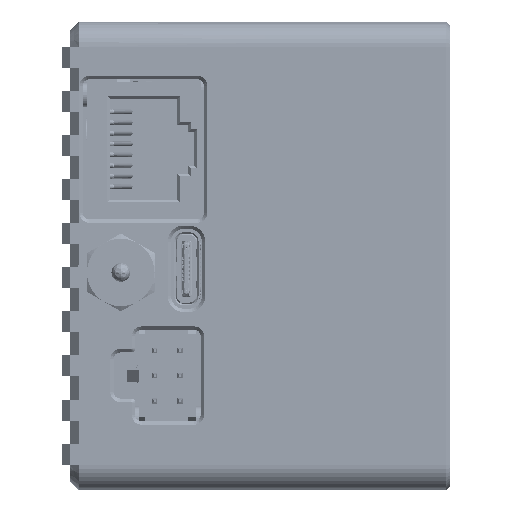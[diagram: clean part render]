
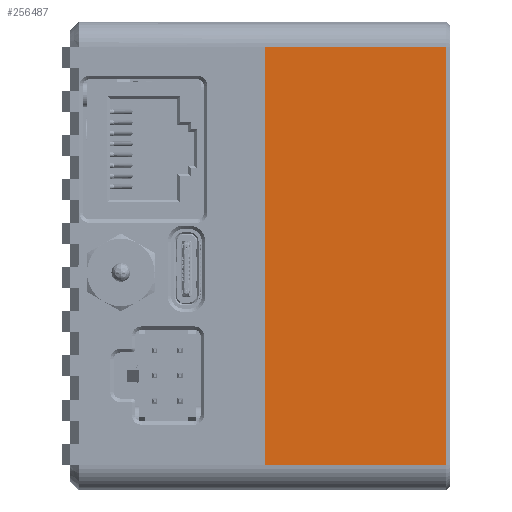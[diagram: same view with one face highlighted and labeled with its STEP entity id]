
A CAD part, left-side view. The second image highlights one B-rep face of the part: STEP entity #256487.
In plain terms, the highlighted planar face has unit normal (-1, 0, 0).
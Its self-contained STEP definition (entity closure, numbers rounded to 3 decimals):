
#12435 = FACE_OUTER_BOUND ( 'NONE', #55464, .T. ) ;
#13778 = DIRECTION ( 'NONE',  ( 1., 0., 0. ) ) ;
#19638 = LINE ( 'NONE', #125998, #92472 ) ;
#31931 = CARTESIAN_POINT ( 'NONE',  ( -47.978, -13.053, 191.81 ) ) ;
#41402 = EDGE_CURVE ( 'NONE', #141028, #127867, #19638, .T. ) ;
#45648 = ORIENTED_EDGE ( 'NONE', *, *, #41402, .F. ) ;
#55464 = EDGE_LOOP ( 'NONE', ( #145816, #227932, #162231, #45648 ) ) ;
#66840 = VERTEX_POINT ( 'NONE', #215273 ) ;
#80174 = EDGE_CURVE ( 'NONE', #141028, #153260, #92433, .T. ) ;
#88219 = EDGE_CURVE ( 'NONE', #66840, #153260, #176335, .T. ) ;
#92433 = LINE ( 'NONE', #116597, #163361 ) ;
#92472 = VECTOR ( 'NONE', #167764, 1000. ) ;
#104015 = CARTESIAN_POINT ( 'NONE',  ( -47.978, -34.553, 241.31 ) ) ;
#110844 = DIRECTION ( 'NONE',  ( 0., 0., -1. ) ) ;
#116597 = CARTESIAN_POINT ( 'NONE',  ( -47.978, -34.553, 191.81 ) ) ;
#118084 = DIRECTION ( 'NONE',  ( 0., 0., 1. ) ) ;
#125998 = CARTESIAN_POINT ( 'NONE',  ( -47.978, -11.553, 191.81 ) ) ;
#127867 = VERTEX_POINT ( 'NONE', #240489 ) ;
#141028 = VERTEX_POINT ( 'NONE', #209977 ) ;
#145816 = ORIENTED_EDGE ( 'NONE', *, *, #80174, .T. ) ;
#151573 = VECTOR ( 'NONE', #153473, 1000. ) ;
#153260 = VERTEX_POINT ( 'NONE', #104015 ) ;
#153473 = DIRECTION ( 'NONE',  ( 0., -1., 0. ) ) ;
#162231 = ORIENTED_EDGE ( 'NONE', *, *, #223729, .F. ) ;
#163361 = VECTOR ( 'NONE', #226722, 1000. ) ;
#167764 = DIRECTION ( 'NONE',  ( 0., 1., 0. ) ) ;
#176335 = LINE ( 'NONE', #259896, #151573 ) ;
#176805 = CARTESIAN_POINT ( 'NONE',  ( -47.978, -11.553, 191.81 ) ) ;
#191339 = AXIS2_PLACEMENT_3D ( 'NONE', #176805, #13778, #110844 ) ;
#198335 = PLANE ( 'NONE',  #191339 ) ;
#209977 = CARTESIAN_POINT ( 'NONE',  ( -47.978, -34.553, 191.81 ) ) ;
#215273 = CARTESIAN_POINT ( 'NONE',  ( -47.978, -13.053, 241.31 ) ) ;
#223729 = EDGE_CURVE ( 'NONE', #127867, #66840, #240762, .T. ) ;
#226722 = DIRECTION ( 'NONE',  ( 0., 0., 1. ) ) ;
#227932 = ORIENTED_EDGE ( 'NONE', *, *, #88219, .F. ) ;
#234094 = VECTOR ( 'NONE', #118084, 1000. ) ;
#240489 = CARTESIAN_POINT ( 'NONE',  ( -47.978, -13.053, 191.81 ) ) ;
#240762 = LINE ( 'NONE', #31931, #234094 ) ;
#256487 = ADVANCED_FACE ( 'NONE', ( #12435 ), #198335, .F. ) ;
#259896 = CARTESIAN_POINT ( 'NONE',  ( -47.978, -11.553, 241.31 ) ) ;
